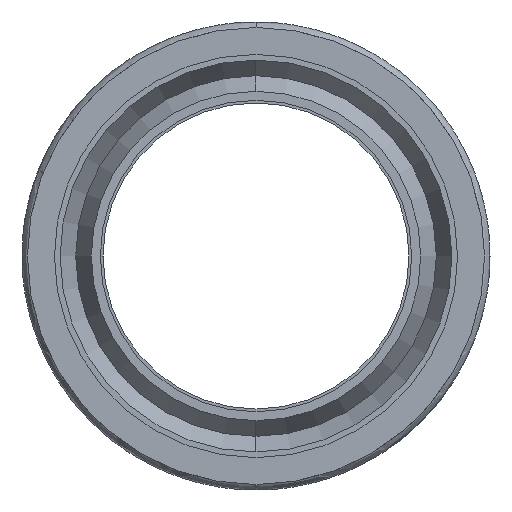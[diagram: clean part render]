
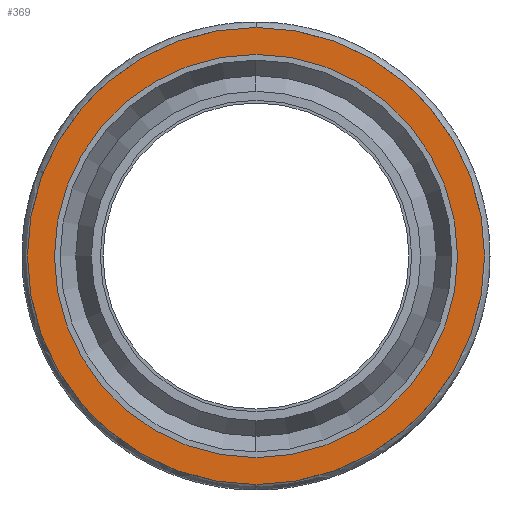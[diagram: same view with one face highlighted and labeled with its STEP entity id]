
A CAD part, left-side view. The second image highlights one B-rep face of the part: STEP entity #369.
In plain terms, the highlighted planar face has unit normal (-1, 0, 0).
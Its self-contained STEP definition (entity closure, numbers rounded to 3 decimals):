
#369=ADVANCED_FACE('',(#2676,#2677),#2675,.F.);
#2675=PLANE('',#7136);
#2676=FACE_OUTER_BOUND('',#7137,.T.);
#2677=FACE_BOUND('',#7138,.T.);
#7133=CARTESIAN_POINT('',(-35.,-26.396,16.51));
#7134=DIRECTION('',(1.,0.,0.));
#7135=DIRECTION('',(0.,0.,-1.));
#7136=AXIS2_PLACEMENT_3D('',#7133,#7134,#7135);
#7137=EDGE_LOOP('',(#8405,#8406));
#7138=EDGE_LOOP('',(#8407,#8408));
#8405=ORIENTED_EDGE('',*,*,#8985,.T.);
#8406=ORIENTED_EDGE('',*,*,#8986,.T.);
#8407=ORIENTED_EDGE('',*,*,#8987,.F.);
#8408=ORIENTED_EDGE('',*,*,#8988,.F.);
#8985=EDGE_CURVE('',#12009,#12010,#12011,.T.);
#8986=EDGE_CURVE('',#12010,#12009,#12017,.T.);
#8987=EDGE_CURVE('',#12023,#12024,#12025,.T.);
#8988=EDGE_CURVE('',#12024,#12023,#12031,.T.);
#12009=VERTEX_POINT('',#14609);
#12010=VERTEX_POINT('',#14610);
#12011=CIRCLE('',#14614,12.7);
#12017=CIRCLE('',#14618,12.7);
#12023=VERTEX_POINT('',#14619);
#12024=VERTEX_POINT('',#14620);
#12025=CIRCLE('',#14624,11.2);
#12031=CIRCLE('',#14628,11.2);
#14609=CARTESIAN_POINT('',(-35.,0.,12.7));
#14610=CARTESIAN_POINT('',(-35.,0.,-12.7));
#14611=CARTESIAN_POINT('',(-35.,0.,0.));
#14612=DIRECTION('',(-1.,0.,0.));
#14613=DIRECTION('',(0.,0.,1.));
#14614=AXIS2_PLACEMENT_3D('',#14611,#14612,#14613);
#14615=CARTESIAN_POINT('',(-35.,0.,0.));
#14616=DIRECTION('',(-1.,0.,0.));
#14617=DIRECTION('',(0.,0.,1.));
#14618=AXIS2_PLACEMENT_3D('',#14615,#14616,#14617);
#14619=CARTESIAN_POINT('',(-35.,0.,-11.2));
#14620=CARTESIAN_POINT('',(-35.,0.,11.2));
#14621=CARTESIAN_POINT('',(-35.,0.,0.));
#14622=DIRECTION('',(-1.,0.,0.));
#14623=DIRECTION('',(0.,0.,1.));
#14624=AXIS2_PLACEMENT_3D('',#14621,#14622,#14623);
#14625=CARTESIAN_POINT('',(-35.,0.,0.));
#14626=DIRECTION('',(-1.,0.,0.));
#14627=DIRECTION('',(0.,0.,1.));
#14628=AXIS2_PLACEMENT_3D('',#14625,#14626,#14627);
